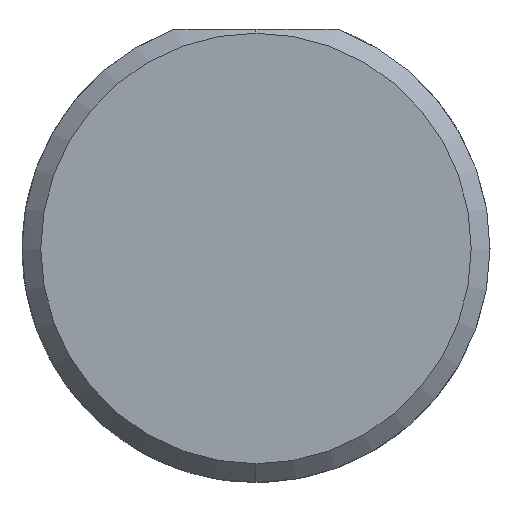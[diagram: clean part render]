
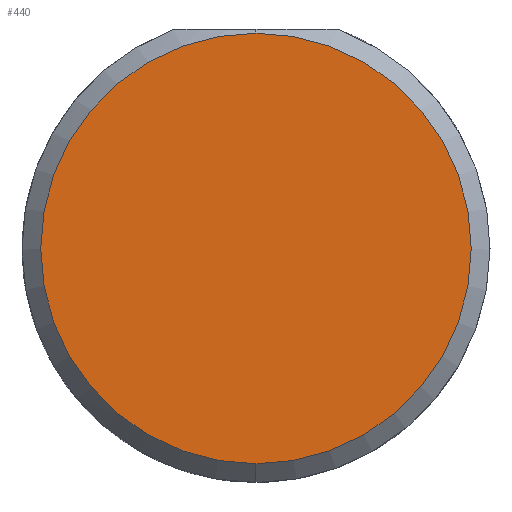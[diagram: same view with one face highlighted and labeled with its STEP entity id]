
A CAD part, left-side view. The second image highlights one B-rep face of the part: STEP entity #440.
In plain terms, the highlighted planar face has unit normal (-1, 0, 0).
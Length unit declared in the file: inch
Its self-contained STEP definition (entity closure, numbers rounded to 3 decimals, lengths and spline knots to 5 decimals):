
#53 = AXIS2_PLACEMENT_3D ( 'NONE', #509, #551, #556 ) ;
#72 = DIRECTION ( 'NONE',  ( 0., 0., 1. ) ) ;
#75 = CARTESIAN_POINT ( 'NONE',  ( 0., 0., 0. ) ) ;
#81 = PLANE ( 'NONE',  #53 ) ;
#115 = ORIENTED_EDGE ( 'NONE', *, *, #320, .T. ) ;
#171 = CIRCLE ( 'NONE', #519, 0.17235 ) ;
#179 = VERTEX_POINT ( 'NONE', #261 ) ;
#180 = DIRECTION ( 'NONE',  ( -1., 0., 0. ) ) ;
#204 = ORIENTED_EDGE ( 'NONE', *, *, #593, .T. ) ;
#234 = DIRECTION ( 'NONE',  ( 0., 0., 1. ) ) ;
#255 = EDGE_LOOP ( 'NONE', ( #204, #115 ) ) ;
#261 = CARTESIAN_POINT ( 'NONE',  ( 0., 0., -0.17235 ) ) ;
#293 = AXIS2_PLACEMENT_3D ( 'NONE', #75, #605, #72 ) ;
#315 = CIRCLE ( 'NONE', #293, 0.17235 ) ;
#320 = EDGE_CURVE ( 'NONE', #594, #179, #315, .T. ) ;
#331 = CARTESIAN_POINT ( 'NONE',  ( 0., 0., 0. ) ) ;
#440 = ADVANCED_FACE ( 'NONE', ( #511 ), #81, .F. ) ;
#509 = CARTESIAN_POINT ( 'NONE',  ( 0., 0., 0. ) ) ;
#511 = FACE_OUTER_BOUND ( 'NONE', #255, .T. ) ;
#519 = AXIS2_PLACEMENT_3D ( 'NONE', #331, #180, #234 ) ;
#522 = CARTESIAN_POINT ( 'NONE',  ( 0., 0., 0.17235 ) ) ;
#551 = DIRECTION ( 'NONE',  ( 1., 0., 0. ) ) ;
#556 = DIRECTION ( 'NONE',  ( 0., 0., -1. ) ) ;
#593 = EDGE_CURVE ( 'NONE', #179, #594, #171, .T. ) ;
#594 = VERTEX_POINT ( 'NONE', #522 ) ;
#605 = DIRECTION ( 'NONE',  ( -1., 0., 0. ) ) ;
